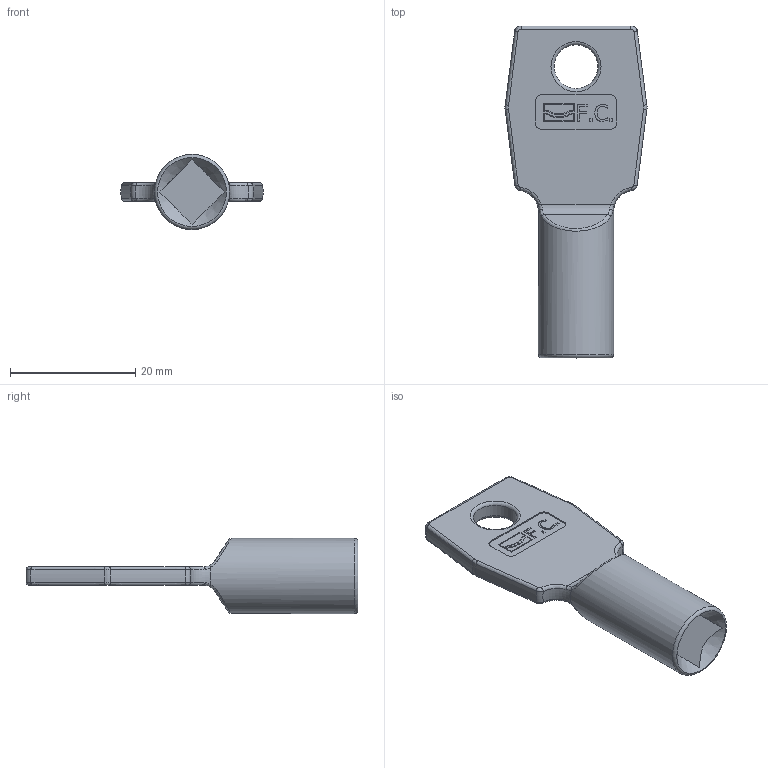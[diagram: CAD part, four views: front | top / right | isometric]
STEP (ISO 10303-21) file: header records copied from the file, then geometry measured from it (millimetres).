
FILE_DESCRIPTION(/* description */ ('CHIAVETTA QUADRA'),/* implementation_level */ '2;1');
FILE_NAME(/* name */ '11701005 001.stp',/* time_stamp */ '2023-11-30T15:06:55+01:00',/* author */ ('gcocco'),/* organization */ (''),/* preprocessor_version */ 'ST-DEVELOPER v19.2',/* originating_system */ 'Autodesk Inventor 2023',/* authorisation */ '');
FILE_SCHEMA (('AUTOMOTIVE_DESIGN { 1 0 10303 214 3 1 1 }'));
Length unit declared in the file: millimetre
Products named in the file (1): 20101001
Bounding box: 22.68 x 53 x 12 mm (x, y, z)
Volume: 3241 mm3; surface area: 2897.2 mm2
Topology: 1 solids, 1 shells, 145 faces, 392 edges, 258 vertices
Faces by surface type: plane 65, bspline 50, cylinder 14, torus 11, cone 5
Full cylindrical faces by diameter (mm): 7 x1, 12 x1
Entity records: 6342 total; most frequent: CARTESIAN_POINT 2996, ORIENTED_EDGE 784, DIRECTION 523, EDGE_CURVE 392, VERTEX_POINT 258, LINE 181, VECTOR 181, AXIS2_PLACEMENT_3D 171
